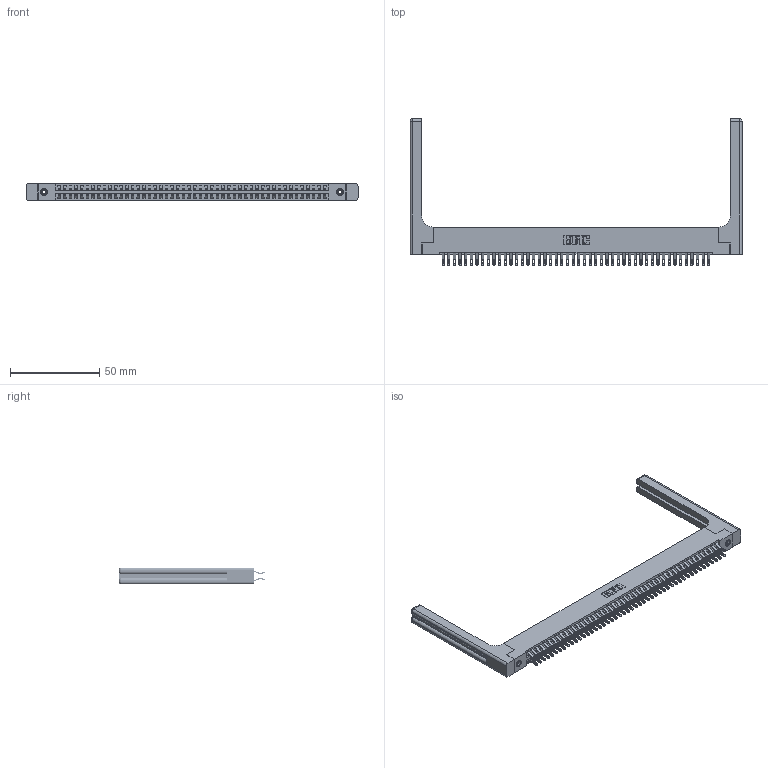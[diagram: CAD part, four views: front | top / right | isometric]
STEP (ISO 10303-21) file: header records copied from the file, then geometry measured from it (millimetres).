
FILE_DESCRIPTION (( 'STEP AP203' ), '1' );
FILE_NAME ('396-096-555-258.STEP', '2019-10-31T04:20:19', ( '' ), ( '' ), 'SwSTEP 2.0', 'SolidWorks 2016', '' );
FILE_SCHEMA (( 'CONFIG_CONTROL_DESIGN' ));
Length unit declared in the file: inch
Products named in the file (5): 396-096-555-258; 345-292-001_555 Tail; 346 Part_Flush Mounting Lugs - 0.156 Dia-TH; 346-220-058_345-220-058; 345-250-001_345-250-001-102
Assembly tree (101 placements, depth 2):
  396-096-555-258
    346 Part_Flush Mounting Lugs - 0.156 Dia-TH
    345-292-001_555 Tail  x96
    345-250-001_345-250-001-102  x2
    346-220-058_345-220-058  x2
Bounding box: 186.46 x 82.42 x 9.4 mm (x, y, z)
Volume: 26001.6 mm3; surface area: 31499.3 mm2
Topology: 101 solids, 101 shells, 5946 faces, 18563 edges, 12354 vertices
Faces by surface type: plane 3392, cylinder 2494, bspline 36, cone 12, sphere 8, torus 4
Entity records: 36026 total; most frequent: CARTESIAN_POINT 6971, ORIENTED_EDGE 5672, DIRECTION 5096, EDGE_CURVE 2836, LINE 2400, VECTOR 2400, VERTEX_POINT 1882, AXIS2_PLACEMENT_3D 1348
